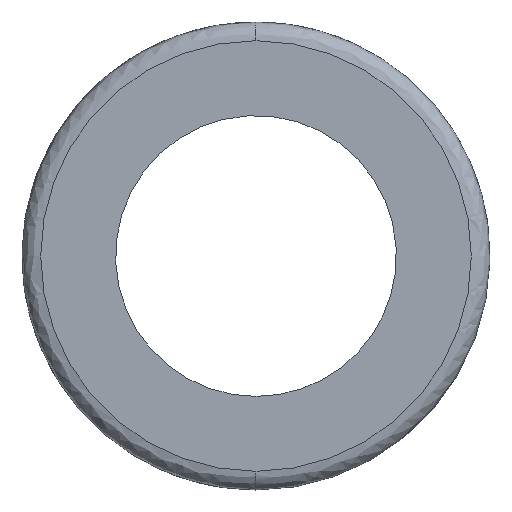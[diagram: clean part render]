
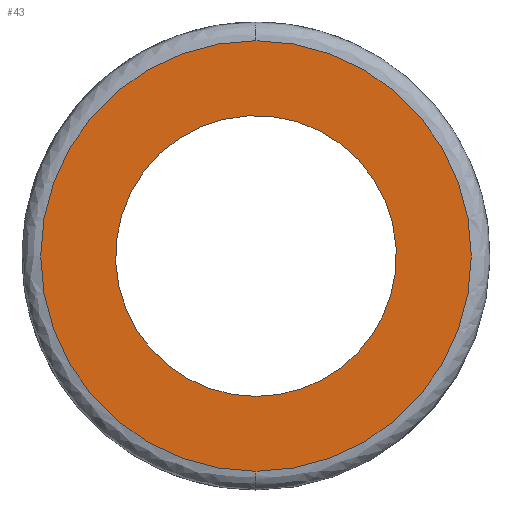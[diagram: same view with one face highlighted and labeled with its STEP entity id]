
A CAD part, front view. The second image highlights one B-rep face of the part: STEP entity #43.
In plain terms, the highlighted planar face has unit normal (0, -1, 0).
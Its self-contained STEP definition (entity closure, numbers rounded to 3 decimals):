
#43=ADVANCED_FACE('',(#90,#91),#89,.F.);
#89=PLANE('',#241);
#90=FACE_OUTER_BOUND('',#242,.T.);
#91=FACE_BOUND('',#243,.T.);
#238=CARTESIAN_POINT('',(-14.341,0.,-15.87));
#239=DIRECTION('',(0.,1.,0.));
#240=DIRECTION('',(0.,0.,1.));
#241=AXIS2_PLACEMENT_3D('',#238,#239,#240);
#242=EDGE_LOOP('',(#406,#407));
#243=EDGE_LOOP('',(#408,#409,#410));
#406=ORIENTED_EDGE('',*,*,#498,.T.);
#407=ORIENTED_EDGE('',*,*,#499,.T.);
#408=ORIENTED_EDGE('',*,*,#500,.F.);
#409=ORIENTED_EDGE('',*,*,#501,.F.);
#410=ORIENTED_EDGE('',*,*,#502,.F.);
#498=EDGE_CURVE('',#652,#653,#654,.T.);
#499=EDGE_CURVE('',#653,#652,#660,.T.);
#500=EDGE_CURVE('',#666,#667,#668,.T.);
#501=EDGE_CURVE('',#674,#666,#675,.T.);
#502=EDGE_CURVE('',#667,#674,#681,.T.);
#652=VERTEX_POINT('',#926);
#653=VERTEX_POINT('',#927);
#654=CIRCLE('',#931,6.9);
#660=CIRCLE('',#935,6.9);
#666=VERTEX_POINT('',#936);
#667=VERTEX_POINT('',#937);
#668=CIRCLE('',#941,4.5);
#674=VERTEX_POINT('',#942);
#675=CIRCLE('',#946,4.5);
#681=CIRCLE('',#950,4.5);
#926=CARTESIAN_POINT('',(0.,0.,6.9));
#927=CARTESIAN_POINT('',(0.,0.,-6.9));
#928=CARTESIAN_POINT('',(0.,0.,0.));
#929=DIRECTION('',(0.,-1.,0.));
#930=DIRECTION('',(0.,0.,1.));
#931=AXIS2_PLACEMENT_3D('',#928,#929,#930);
#932=CARTESIAN_POINT('',(0.,0.,0.));
#933=DIRECTION('',(0.,-1.,0.));
#934=DIRECTION('',(0.,0.,1.));
#935=AXIS2_PLACEMENT_3D('',#932,#933,#934);
#936=CARTESIAN_POINT('',(-4.469,0.,0.531));
#937=CARTESIAN_POINT('',(0.,0.,-4.5));
#938=CARTESIAN_POINT('',(0.,0.,0.));
#939=DIRECTION('',(0.,-1.,0.));
#940=DIRECTION('',(0.,0.,-1.));
#941=AXIS2_PLACEMENT_3D('',#938,#939,#940);
#942=CARTESIAN_POINT('',(4.468,0.,-0.532));
#943=CARTESIAN_POINT('',(0.,0.,0.));
#944=DIRECTION('',(0.,-1.,0.));
#945=DIRECTION('',(0.,0.,-1.));
#946=AXIS2_PLACEMENT_3D('',#943,#944,#945);
#947=CARTESIAN_POINT('',(0.,0.,0.));
#948=DIRECTION('',(0.,-1.,0.));
#949=DIRECTION('',(0.,0.,-1.));
#950=AXIS2_PLACEMENT_3D('',#947,#948,#949);
